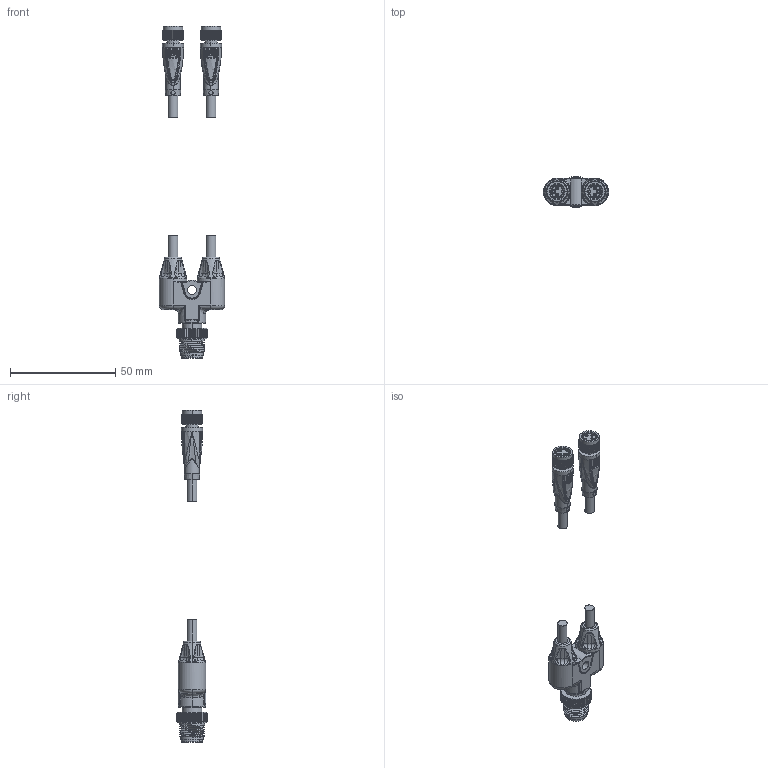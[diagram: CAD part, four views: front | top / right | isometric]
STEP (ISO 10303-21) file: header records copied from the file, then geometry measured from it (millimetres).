
FILE_DESCRIPTION((''),'2;1');
FILE_NAME('CAD-7289_ASM','2021-07-26T10:53:57',('creinig-se'),(''),'CREO PARAMETRIC BY PTC INC, 2019292','CREO PARAMETRIC BY PTC INC, 2019292','');
FILE_SCHEMA(('CONFIG_CONTROL_DESIGN','SHAPE_APPEARANCE_LAYERS_GROUPS'));
Length unit declared in the file: millimetre
Products named in the file (3): CAD-7289_SW0001; CAD-7289_04BJ77D_SW0001; CAD-7289_ASM
Assembly tree (3 placements, depth 2):
  CAD-7289_ASM
    CAD-7289_SW0001
    CAD-7289_04BJ77D_SW0001  x2
Bounding box: 31 x 14.79 x 157.5 mm (x, y, z)
Volume: 12735.1 mm3; surface area: 9733.2 mm2
Topology: 5 solids, 5 shells, 1786 faces, 4287 edges, 2554 vertices
Faces by surface type: plane 841, cylinder 428, bspline 355, torus 91, cone 51, extrusion 12, sphere 8
Entity records: 62481 total; most frequent: CARTESIAN_POINT 27119, ORIENTED_EDGE 5898, DIRECTION 5195, EDGE_CURVE 2949, AXIS2_PLACEMENT_3D 1980, VERTEX_POINT 1751, EDGE_LOOP 1282, FACE_OUTER_BOUND 1238
